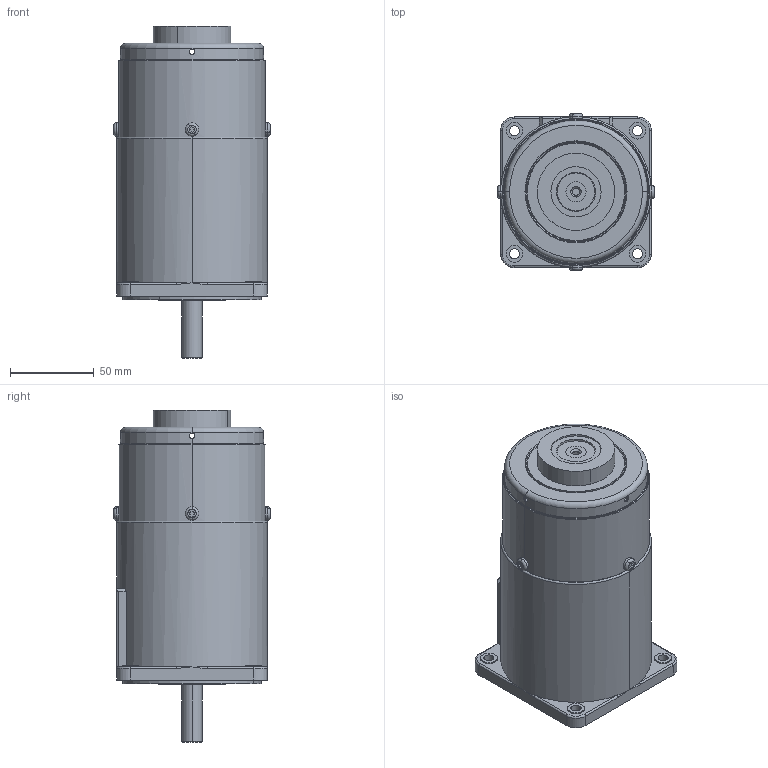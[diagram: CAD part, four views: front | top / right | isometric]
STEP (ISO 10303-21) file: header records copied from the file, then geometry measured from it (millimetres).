
FILE_DESCRIPTION (( 'STEP AP203' ), '1' );
FILE_NAME ('5RK40.60RA-CM.STEP', '2022-08-25T03:03:48', ( '' ), ( 'Microsoft' ), 'SwSTEP 2.0', 'SolidWorks 2020', '' );
FILE_SCHEMA (( 'CONFIG_CONTROL_DESIGN' ));
Length unit declared in the file: millimetre
Products named in the file (1): 5RK40.60RA-CM
Bounding box: 93.6 x 93.6 x 198.4 mm (x, y, z)
Surface area: 110792.7 mm2 (no closed solid volume)
Topology: 0 solids, 20 shells, 261 faces, 728 edges, 486 vertices
Faces by surface type: cylinder 102, plane 95, torus 30, cone 20, bspline 14
Entity records: 10196 total; most frequent: CARTESIAN_POINT 3362, DIRECTION 1484, ORIENTED_EDGE 1274, EDGE_CURVE 720, AXIS2_PLACEMENT_3D 592, VERTEX_POINT 486, CIRCLE 344, EDGE_LOOP 329
